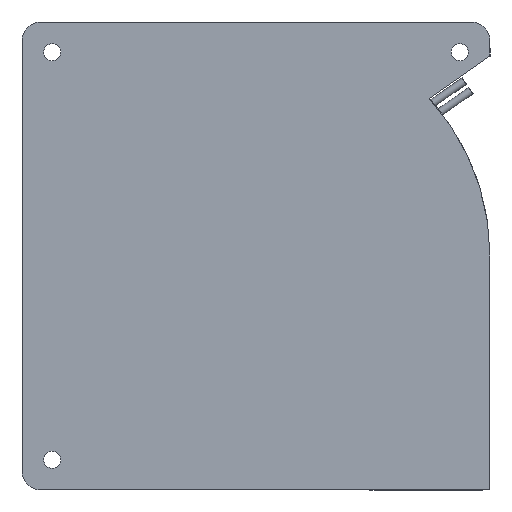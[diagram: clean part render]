
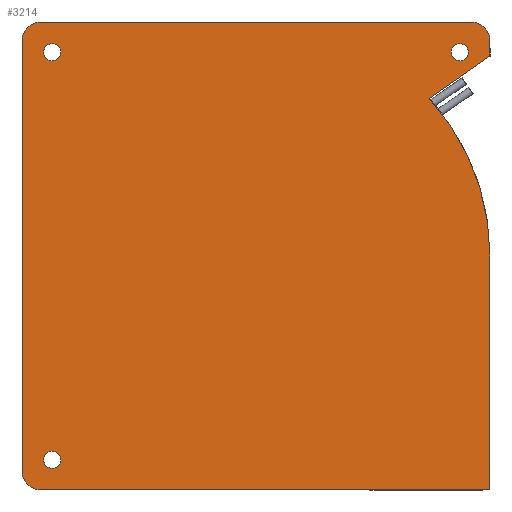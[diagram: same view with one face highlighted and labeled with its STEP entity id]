
A CAD part, front view. The second image highlights one B-rep face of the part: STEP entity #3214.
In plain terms, the highlighted planar face has unit normal (0, -1, 0).
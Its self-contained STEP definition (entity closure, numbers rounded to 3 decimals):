
#15 = CARTESIAN_POINT ( 'NONE',  ( -52.525, 0., -52.525 ) ) ;
#127 = EDGE_CURVE ( 'NONE', #11407, #3601, #8305, .T. ) ;
#181 = CARTESIAN_POINT ( 'NONE',  ( -52.525, 0., 54.7 ) ) ;
#237 = CIRCLE ( 'NONE', #9075, 2.175 ) ;
#473 = DIRECTION ( 'NONE',  ( 0., 0., -1. ) ) ;
#696 = DIRECTION ( 'NONE',  ( -1., 0., 0. ) ) ;
#890 = DIRECTION ( 'NONE',  ( 0., 0., -1. ) ) ;
#925 = CARTESIAN_POINT ( 'NONE',  ( -60.3, 0., -55.3 ) ) ;
#1002 = CARTESIAN_POINT ( 'NONE',  ( 60.3, 0., -60.3 ) ) ;
#1028 = CARTESIAN_POINT ( 'NONE',  ( 55.3, 0., 55.3 ) ) ;
#1029 = LINE ( 'NONE', #13238, #6979 ) ;
#1125 = LINE ( 'NONE', #10917, #9681 ) ;
#1134 = DIRECTION ( 'NONE',  ( 0., 0., -1. ) ) ;
#1396 = DIRECTION ( 'NONE',  ( 0., -1., 0. ) ) ;
#1492 = EDGE_CURVE ( 'NONE', #9188, #5151, #5485, .T. ) ;
#1620 = FACE_BOUND ( 'NONE', #6214, .T. ) ;
#1717 = ORIENTED_EDGE ( 'NONE', *, *, #11501, .F. ) ;
#1754 = CARTESIAN_POINT ( 'NONE',  ( 52.525, 0., 52.525 ) ) ;
#1911 = CARTESIAN_POINT ( 'NONE',  ( -55.3, 0., 60.3 ) ) ;
#2025 = VERTEX_POINT ( 'NONE', #14306 ) ;
#2133 = ORIENTED_EDGE ( 'NONE', *, *, #3752, .T. ) ;
#2139 = DIRECTION ( 'NONE',  ( 0., 0., -1. ) ) ;
#2239 = CIRCLE ( 'NONE', #13394, 2.175 ) ;
#2290 = CARTESIAN_POINT ( 'NONE',  ( -52.525, 0., -52.525 ) ) ;
#2393 = DIRECTION ( 'NONE',  ( 0., -1., 0. ) ) ;
#2580 = AXIS2_PLACEMENT_3D ( 'NONE', #1754, #9578, #2890 ) ;
#2673 = CIRCLE ( 'NONE', #9262, 2.175 ) ;
#2890 = DIRECTION ( 'NONE',  ( 0., 0., -1. ) ) ;
#2951 = VERTEX_POINT ( 'NONE', #1911 ) ;
#2987 = CARTESIAN_POINT ( 'NONE',  ( -52.525, 0., 52.525 ) ) ;
#3050 = CARTESIAN_POINT ( 'NONE',  ( 55.3, 0., 60.3 ) ) ;
#3169 = CARTESIAN_POINT ( 'NONE',  ( 52.525, 0., 50.35 ) ) ;
#3214 = ADVANCED_FACE ( 'NONE', ( #13178, #7225, #1620, #10184 ), #13659, .T. ) ;
#3251 = VERTEX_POINT ( 'NONE', #4791 ) ;
#3429 = DIRECTION ( 'NONE',  ( 0., 0., -1. ) ) ;
#3544 = DIRECTION ( 'NONE',  ( 0., 1., 0. ) ) ;
#3577 = LINE ( 'NONE', #9218, #12164 ) ;
#3601 = VERTEX_POINT ( 'NONE', #3628 ) ;
#3612 = CIRCLE ( 'NONE', #4841, 5. ) ;
#3628 = CARTESIAN_POINT ( 'NONE',  ( 60.3, 0., 51.5 ) ) ;
#3681 = VERTEX_POINT ( 'NONE', #3816 ) ;
#3752 = EDGE_CURVE ( 'NONE', #12802, #6339, #6875, .T. ) ;
#3793 = CARTESIAN_POINT ( 'NONE',  ( -52.525, 0., -50.35 ) ) ;
#3808 = EDGE_CURVE ( 'NONE', #12446, #3251, #9473, .T. ) ;
#3816 = CARTESIAN_POINT ( 'NONE',  ( -60.3, 0., 55.3 ) ) ;
#3861 = ORIENTED_EDGE ( 'NONE', *, *, #8176, .T. ) ;
#3963 = LINE ( 'NONE', #1002, #6949 ) ;
#4122 = DIRECTION ( 'NONE',  ( 0., 0., -1. ) ) ;
#4512 = CIRCLE ( 'NONE', #14017, 5. ) ;
#4593 = DIRECTION ( 'NONE',  ( 0., -1., 0. ) ) ;
#4684 = EDGE_CURVE ( 'NONE', #10057, #3681, #1029, .T. ) ;
#4765 = CARTESIAN_POINT ( 'NONE',  ( -52.525, 0., 52.525 ) ) ;
#4791 = CARTESIAN_POINT ( 'NONE',  ( -55.3, 0., -60.3 ) ) ;
#4841 = AXIS2_PLACEMENT_3D ( 'NONE', #9098, #2393, #10210 ) ;
#4847 = EDGE_CURVE ( 'NONE', #6339, #12802, #2239, .T. ) ;
#5151 = VERTEX_POINT ( 'NONE', #3793 ) ;
#5259 = AXIS2_PLACEMENT_3D ( 'NONE', #13843, #7168, #473 ) ;
#5340 = VECTOR ( 'NONE', #890, 1000. ) ;
#5368 = DIRECTION ( 'NONE',  ( -0.822, 0., -0.57 ) ) ;
#5416 = ORIENTED_EDGE ( 'NONE', *, *, #127, .F. ) ;
#5433 = DIRECTION ( 'NONE',  ( 0., 0., 1. ) ) ;
#5485 = CIRCLE ( 'NONE', #6110, 2.175 ) ;
#5895 = DIRECTION ( 'NONE',  ( 0., 0., -1. ) ) ;
#5968 = EDGE_CURVE ( 'NONE', #9790, #12446, #3963, .T. ) ;
#5972 = CARTESIAN_POINT ( 'NONE',  ( 60.3, 0., 0. ) ) ;
#6102 = EDGE_CURVE ( 'NONE', #10057, #3251, #3612, .T. ) ;
#6110 = AXIS2_PLACEMENT_3D ( 'NONE', #2290, #10103, #3429 ) ;
#6214 = EDGE_LOOP ( 'NONE', ( #3861, #11735 ) ) ;
#6339 = VERTEX_POINT ( 'NONE', #3169 ) ;
#6546 = VECTOR ( 'NONE', #696, 1000. ) ;
#6605 = ORIENTED_EDGE ( 'NONE', *, *, #6102, .T. ) ;
#6875 = CIRCLE ( 'NONE', #2580, 2.175 ) ;
#6949 = VECTOR ( 'NONE', #14374, 1000. ) ;
#6979 = VECTOR ( 'NONE', #5433, 1000. ) ;
#7015 = AXIS2_PLACEMENT_3D ( 'NONE', #4765, #12577, #5895 ) ;
#7168 = DIRECTION ( 'NONE',  ( 0., -1., 0. ) ) ;
#7225 = FACE_BOUND ( 'NONE', #10137, .T. ) ;
#7255 = CIRCLE ( 'NONE', #10936, 5. ) ;
#7596 = CARTESIAN_POINT ( 'NONE',  ( 60.3, 0., -60.3 ) ) ;
#7844 = DIRECTION ( 'NONE',  ( 0., 1., 0. ) ) ;
#8068 = VERTEX_POINT ( 'NONE', #3050 ) ;
#8176 = EDGE_CURVE ( 'NONE', #5151, #9188, #2673, .T. ) ;
#8201 = ORIENTED_EDGE ( 'NONE', *, *, #12537, .T. ) ;
#8305 = LINE ( 'NONE', #7596, #5340 ) ;
#8407 = EDGE_LOOP ( 'NONE', ( #5416, #13443, #1717, #8694, #14051, #6605, #9756, #10643, #13083, #9646 ) ) ;
#8481 = CARTESIAN_POINT ( 'NONE',  ( 60.3, 0., -60.3 ) ) ;
#8694 = ORIENTED_EDGE ( 'NONE', *, *, #11410, .T. ) ;
#8863 = DIRECTION ( 'NONE',  ( 0., -1., 0. ) ) ;
#9030 = CARTESIAN_POINT ( 'NONE',  ( 60.3, 0., -60.3 ) ) ;
#9075 = AXIS2_PLACEMENT_3D ( 'NONE', #2987, #10793, #4122 ) ;
#9098 = CARTESIAN_POINT ( 'NONE',  ( -55.3, 0., -55.3 ) ) ;
#9164 = DIRECTION ( 'NONE',  ( 1., 0., 0. ) ) ;
#9188 = VERTEX_POINT ( 'NONE', #12441 ) ;
#9218 = CARTESIAN_POINT ( 'NONE',  ( 60.3, 0., 60.3 ) ) ;
#9228 = DIRECTION ( 'NONE',  ( 0., 0., -1. ) ) ;
#9248 = CARTESIAN_POINT ( 'NONE',  ( 44.584, 0., 40.6 ) ) ;
#9262 = AXIS2_PLACEMENT_3D ( 'NONE', #15, #7844, #1134 ) ;
#9265 = ORIENTED_EDGE ( 'NONE', *, *, #12198, .T. ) ;
#9473 = LINE ( 'NONE', #8481, #6546 ) ;
#9578 = DIRECTION ( 'NONE',  ( 0., 1., 0. ) ) ;
#9646 = ORIENTED_EDGE ( 'NONE', *, *, #11790, .F. ) ;
#9681 = VECTOR ( 'NONE', #5368, 1000. ) ;
#9682 = CARTESIAN_POINT ( 'NONE',  ( 52.525, 0., 54.7 ) ) ;
#9756 = ORIENTED_EDGE ( 'NONE', *, *, #3808, .F. ) ;
#9790 = VERTEX_POINT ( 'NONE', #5972 ) ;
#10057 = VERTEX_POINT ( 'NONE', #925 ) ;
#10092 = EDGE_CURVE ( 'NONE', #11407, #8068, #4512, .T. ) ;
#10093 = CARTESIAN_POINT ( 'NONE',  ( 60.3, 0., 55.3 ) ) ;
#10103 = DIRECTION ( 'NONE',  ( 0., 1., 0. ) ) ;
#10137 = EDGE_LOOP ( 'NONE', ( #2133, #12314 ) ) ;
#10184 = FACE_OUTER_BOUND ( 'NONE', #8407, .T. ) ;
#10210 = DIRECTION ( 'NONE',  ( 0., 0., -1. ) ) ;
#10218 = VERTEX_POINT ( 'NONE', #181 ) ;
#10239 = CARTESIAN_POINT ( 'NONE',  ( 52.525, 0., 52.525 ) ) ;
#10303 = CARTESIAN_POINT ( 'NONE',  ( 0., 0., 0. ) ) ;
#10359 = EDGE_CURVE ( 'NONE', #9790, #10854, #10583, .T. ) ;
#10519 = CIRCLE ( 'NONE', #7015, 2.175 ) ;
#10583 = CIRCLE ( 'NONE', #5259, 60.3 ) ;
#10643 = ORIENTED_EDGE ( 'NONE', *, *, #5968, .F. ) ;
#10793 = DIRECTION ( 'NONE',  ( 0., 1., 0. ) ) ;
#10854 = VERTEX_POINT ( 'NONE', #9248 ) ;
#10917 = CARTESIAN_POINT ( 'NONE',  ( -4.532, 0., 6.535 ) ) ;
#10936 = AXIS2_PLACEMENT_3D ( 'NONE', #11261, #4593, #12401 ) ;
#11261 = CARTESIAN_POINT ( 'NONE',  ( -55.3, 0., 55.3 ) ) ;
#11351 = DIRECTION ( 'NONE',  ( 0., 0., -1. ) ) ;
#11407 = VERTEX_POINT ( 'NONE', #10093 ) ;
#11410 = EDGE_CURVE ( 'NONE', #2951, #3681, #7255, .T. ) ;
#11501 = EDGE_CURVE ( 'NONE', #2951, #8068, #3577, .T. ) ;
#11735 = ORIENTED_EDGE ( 'NONE', *, *, #1492, .T. ) ;
#11790 = EDGE_CURVE ( 'NONE', #3601, #10854, #1125, .T. ) ;
#12164 = VECTOR ( 'NONE', #9164, 1000. ) ;
#12198 = EDGE_CURVE ( 'NONE', #10218, #2025, #237, .T. ) ;
#12228 = EDGE_LOOP ( 'NONE', ( #9265, #8201 ) ) ;
#12314 = ORIENTED_EDGE ( 'NONE', *, *, #4847, .T. ) ;
#12401 = DIRECTION ( 'NONE',  ( 0., 0., -1. ) ) ;
#12441 = CARTESIAN_POINT ( 'NONE',  ( -52.525, 0., -54.7 ) ) ;
#12446 = VERTEX_POINT ( 'NONE', #9030 ) ;
#12537 = EDGE_CURVE ( 'NONE', #2025, #10218, #10519, .T. ) ;
#12577 = DIRECTION ( 'NONE',  ( 0., 1., 0. ) ) ;
#12802 = VERTEX_POINT ( 'NONE', #9682 ) ;
#13083 = ORIENTED_EDGE ( 'NONE', *, *, #10359, .T. ) ;
#13178 = FACE_BOUND ( 'NONE', #12228, .T. ) ;
#13238 = CARTESIAN_POINT ( 'NONE',  ( -60.3, 0., -60.3 ) ) ;
#13394 = AXIS2_PLACEMENT_3D ( 'NONE', #10239, #3544, #11351 ) ;
#13443 = ORIENTED_EDGE ( 'NONE', *, *, #10092, .T. ) ;
#13659 = PLANE ( 'NONE',  #14284 ) ;
#13843 = CARTESIAN_POINT ( 'NONE',  ( 0., 0., 0. ) ) ;
#14017 = AXIS2_PLACEMENT_3D ( 'NONE', #1028, #8863, #2139 ) ;
#14051 = ORIENTED_EDGE ( 'NONE', *, *, #4684, .F. ) ;
#14284 = AXIS2_PLACEMENT_3D ( 'NONE', #10303, #1396, #9228 ) ;
#14306 = CARTESIAN_POINT ( 'NONE',  ( -52.525, 0., 50.35 ) ) ;
#14374 = DIRECTION ( 'NONE',  ( 0., 0., -1. ) ) ;
